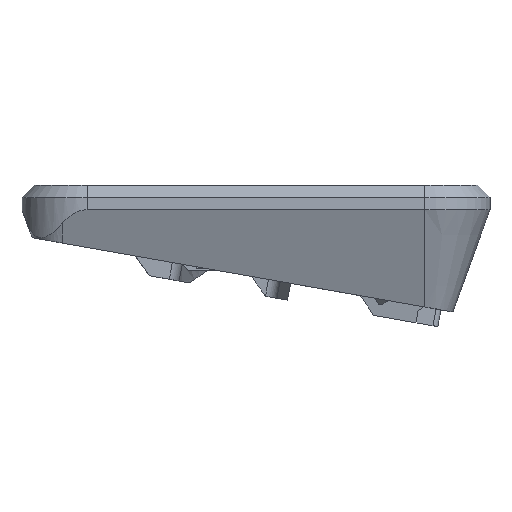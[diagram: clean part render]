
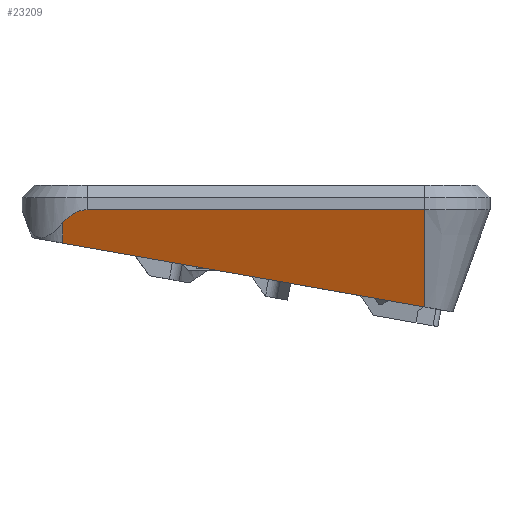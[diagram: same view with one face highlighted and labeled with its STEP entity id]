
A CAD part, front view. The second image highlights one B-rep face of the part: STEP entity #23209.
In plain terms, the highlighted planar face has unit normal (0, -0.94, -0.342).
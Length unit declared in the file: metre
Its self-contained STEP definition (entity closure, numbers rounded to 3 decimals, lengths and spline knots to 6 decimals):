
#916=ELLIPSE('',#24833,0.046781,0.016);
#1718=LINE('',#35382,#4342);
#1719=LINE('',#35398,#4343);
#1720=LINE('',#35400,#4344);
#1721=LINE('',#35404,#4345);
#4342=VECTOR('',#27910,1.);
#4343=VECTOR('',#27927,1.);
#4344=VECTOR('',#27928,1.);
#4345=VECTOR('',#27931,1.);
#7756=ORIENTED_EDGE('',*,*,#14298,.T.);
#7757=ORIENTED_EDGE('',*,*,#14299,.F.);
#7758=ORIENTED_EDGE('',*,*,#14300,.F.);
#7759=ORIENTED_EDGE('',*,*,#14301,.T.);
#7760=ORIENTED_EDGE('',*,*,#14291,.F.);
#14291=EDGE_CURVE('',#17560,#17561,#1718,.T.);
#14298=EDGE_CURVE('',#17560,#17564,#1719,.T.);
#14299=EDGE_CURVE('',#17565,#17564,#1720,.T.);
#14300=EDGE_CURVE('',#17566,#17565,#916,.F.);
#14301=EDGE_CURVE('',#17566,#17561,#1721,.T.);
#17560=VERTEX_POINT('',#35381);
#17561=VERTEX_POINT('',#35383);
#17564=VERTEX_POINT('',#35399);
#17565=VERTEX_POINT('',#35401);
#17566=VERTEX_POINT('',#35403);
#19385=EDGE_LOOP('',(#7756,#7757,#7758,#7759,#7760));
#20844=FACE_BOUND('',#19385,.T.);
#22168=PLANE('',#24832);
#23209=ADVANCED_FACE('',(#20844),#22168,.T.);
#24832=AXIS2_PLACEMENT_3D('',#35397,#27925,#27926);
#24833=AXIS2_PLACEMENT_3D('',#35402,#27929,#27930);
#27910=DIRECTION('',(-0.983,-0.063,0.173));
#27925=DIRECTION('',(0.,-0.94,-0.342));
#27926=DIRECTION('',(1.,0.,0.));
#27927=DIRECTION('',(0.,-0.342,0.94));
#27928=DIRECTION('',(1.,0.,0.));
#27929=DIRECTION('',(0.,-0.94,-0.342));
#27930=DIRECTION('',(0.,0.342,-0.94));
#27931=DIRECTION('',(0.,0.342,-0.94));
#35381=CARTESIAN_POINT('',(0.0751,-0.044647,-0.000285));
#35382=CARTESIAN_POINT('',(0.03803,-0.047026,0.006251));
#35383=CARTESIAN_POINT('',(-0.0139,-0.050358,0.015408));
#35397=CARTESIAN_POINT('',(0.0381,-0.047153,0.0066));
#35398=CARTESIAN_POINT('',(0.0751,-0.047153,0.0066));
#35399=CARTESIAN_POINT('',(0.0751,-0.05334,0.0236));
#35400=CARTESIAN_POINT('',(0.0751,-0.05334,0.0236));
#35401=CARTESIAN_POINT('',(-0.0079,-0.05334,0.0236));
#35402=CARTESIAN_POINT('',(-0.0079,-0.03734,-0.02036));
#35403=CARTESIAN_POINT('',(-0.0139,-0.052172,0.020392));
#35404=CARTESIAN_POINT('',(-0.0139,-0.05334,0.0236));
